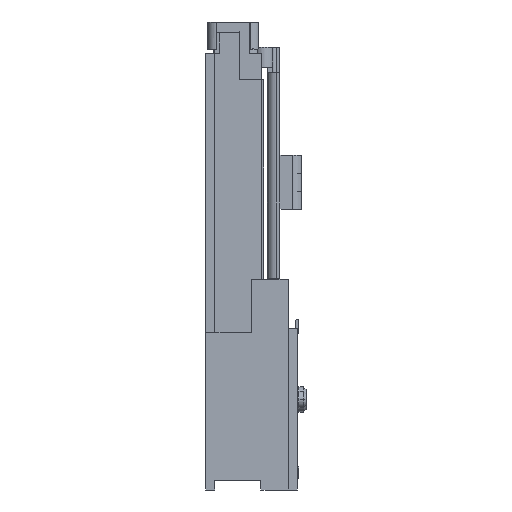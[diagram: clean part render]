
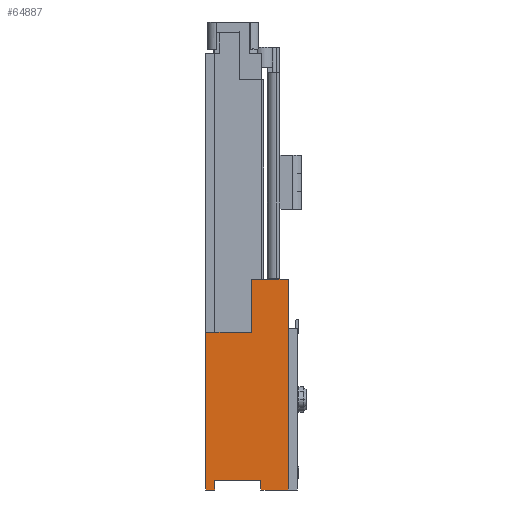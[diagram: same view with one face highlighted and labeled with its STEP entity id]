
A CAD part, left-side view. The second image highlights one B-rep face of the part: STEP entity #64887.
In plain terms, the highlighted planar face has unit normal (-1, 0, 0).
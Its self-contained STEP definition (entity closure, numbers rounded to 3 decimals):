
#158=DIRECTION('',(0.,0.,1.));
#159=VECTOR('',#158,11.65);
#160=CARTESIAN_POINT('',(-36.5,-2.275,-25.85));
#161=LINE('',#160,#159);
#602=DIRECTION('',(0.,-1.,0.));
#603=VECTOR('',#602,2.55);
#604=CARTESIAN_POINT('',(-36.5,1.775,-25.35));
#605=LINE('',#604,#603);
#606=DIRECTION('',(0.,0.,1.));
#607=VECTOR('',#606,0.5);
#608=CARTESIAN_POINT('',(-36.5,1.775,-25.85));
#609=LINE('',#608,#607);
#610=DIRECTION('',(0.,1.,0.));
#611=VECTOR('',#610,0.5);
#612=CARTESIAN_POINT('',(-36.5,1.775,-25.85));
#613=LINE('',#612,#611);
#614=DIRECTION('',(0.,-1.,0.));
#615=VECTOR('',#614,2.53);
#616=CARTESIAN_POINT('',(-36.5,2.275,-17.15));
#617=LINE('',#616,#615);
#618=DIRECTION('',(0.,0.,-1.));
#619=VECTOR('',#618,2.95);
#620=CARTESIAN_POINT('',(-36.5,-0.255,-14.2));
#621=LINE('',#620,#619);
#622=DIRECTION('',(0.,1.,0.));
#623=VECTOR('',#622,2.02);
#624=CARTESIAN_POINT('',(-36.5,-2.275,-14.2));
#625=LINE('',#624,#623);
#626=DIRECTION('',(0.,1.,0.));
#627=VECTOR('',#626,1.5);
#628=CARTESIAN_POINT('',(-36.5,-2.275,-25.85));
#629=LINE('',#628,#627);
#630=DIRECTION('',(0.,0.,1.));
#631=VECTOR('',#630,0.5);
#632=CARTESIAN_POINT('',(-36.5,-0.775,-25.85));
#633=LINE('',#632,#631);
#8467=DIRECTION('',(0.,0.,1.));
#8468=VECTOR('',#8467,8.7);
#8469=CARTESIAN_POINT('',(-36.5,2.275,-25.85));
#8470=LINE('',#8469,#8468);
#49174=CARTESIAN_POINT('',(-36.5,2.275,-25.85));
#49175=VERTEX_POINT('',#49174);
#62924=CARTESIAN_POINT('',(-36.5,-2.275,-25.85));
#62925=CARTESIAN_POINT('',(-36.5,-2.275,-14.2));
#62926=VERTEX_POINT('',#62924);
#62927=VERTEX_POINT('',#62925);
#62932=CARTESIAN_POINT('',(-36.5,2.275,-17.15));
#62934=VERTEX_POINT('',#62932);
#62940=CARTESIAN_POINT('',(-36.5,-0.255,-14.2));
#62941=CARTESIAN_POINT('',(-36.5,-0.255,-17.15));
#62942=VERTEX_POINT('',#62940);
#62943=VERTEX_POINT('',#62941);
#63112=CARTESIAN_POINT('',(-36.5,1.775,-25.35));
#63113=CARTESIAN_POINT('',(-36.5,-0.775,-25.35));
#63114=VERTEX_POINT('',#63112);
#63115=VERTEX_POINT('',#63113);
#63116=CARTESIAN_POINT('',(-36.5,1.775,-25.85));
#63117=VERTEX_POINT('',#63116);
#63121=CARTESIAN_POINT('',(-36.5,-0.775,-25.85));
#63123=VERTEX_POINT('',#63121);
#64862=CARTESIAN_POINT('',(-36.5,-2.275,-25.85));
#64863=DIRECTION('',(-1.,0.,0.));
#64864=DIRECTION('',(0.,0.,1.));
#64865=AXIS2_PLACEMENT_3D('',#64862,#64863,#64864);
#64866=PLANE('',#64865);
#64868=ORIENTED_EDGE('',*,*,#64867,.F.);
#64870=ORIENTED_EDGE('',*,*,#64869,.F.);
#64872=ORIENTED_EDGE('',*,*,#64871,.T.);
#64874=ORIENTED_EDGE('',*,*,#64873,.T.);
#64876=ORIENTED_EDGE('',*,*,#64875,.T.);
#64878=ORIENTED_EDGE('',*,*,#64877,.F.);
#64879=ORIENTED_EDGE('',*,*,#64815,.F.);
#64880=ORIENTED_EDGE('',*,*,#64366,.F.);
#64882=ORIENTED_EDGE('',*,*,#64881,.T.);
#64884=ORIENTED_EDGE('',*,*,#64883,.T.);
#64885=EDGE_LOOP('',(#64868,#64870,#64872,#64874,#64876,#64878,#64879,#64880,
#64882,#64884));
#64886=FACE_OUTER_BOUND('',#64885,.F.);
#64366=EDGE_CURVE('',#62926,#62927,#161,.T.);
#64815=EDGE_CURVE('',#62927,#62942,#625,.T.);
#64867=EDGE_CURVE('',#63114,#63115,#605,.T.);
#64869=EDGE_CURVE('',#63117,#63114,#609,.T.);
#64871=EDGE_CURVE('',#63117,#49175,#613,.T.);
#64873=EDGE_CURVE('',#49175,#62934,#8470,.T.);
#64875=EDGE_CURVE('',#62934,#62943,#617,.T.);
#64877=EDGE_CURVE('',#62942,#62943,#621,.T.);
#64881=EDGE_CURVE('',#62926,#63123,#629,.T.);
#64883=EDGE_CURVE('',#63123,#63115,#633,.T.);
#64887=ADVANCED_FACE('',(#64886),#64866,.T.);
